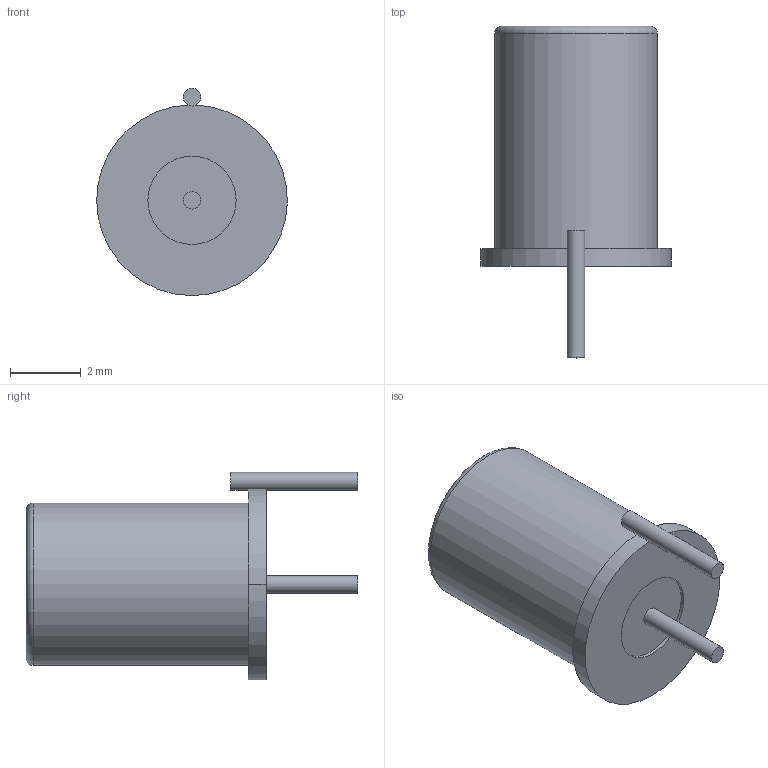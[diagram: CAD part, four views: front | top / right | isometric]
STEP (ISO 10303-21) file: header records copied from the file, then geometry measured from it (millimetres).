
FILE_DESCRIPTION(('FreeCAD Model'),'2;1');
FILE_NAME('Open CASCADE Shape Model','2024-06-30T01:18:31',(''),(''), 'Open CASCADE STEP processor 7.6','FreeCAD','Unknown');
FILE_SCHEMA(('AUTOMOTIVE_DESIGN { 1 0 10303 214 1 1 1 1 }'));
Length unit declared in the file: millimetre
Products named in the file (1): Fillet
Bounding box: 5.4 x 9.4 x 5.87 mm (x, y, z)
Volume: 116.8 mm3; surface area: 154.9 mm2
Topology: 1 solids, 1 shells, 14 faces, 23 edges, 15 vertices
Faces by surface type: plane 7, cylinder 6, torus 1
Full cylindrical faces by diameter (mm): 0.5 x2, 2.5 x1, 4.6 x1
Entity records: 457 total; most frequent: DIRECTION 69, CARTESIAN_POINT 53, ORIENTED_EDGE 46, AXIS2_PLACEMENT_3D 31, EDGE_CURVE 23, FACE_BOUND 18, EDGE_LOOP 18, CIRCLE 16
